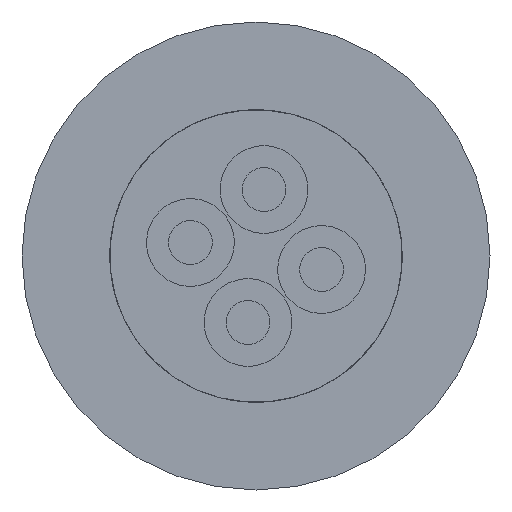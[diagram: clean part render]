
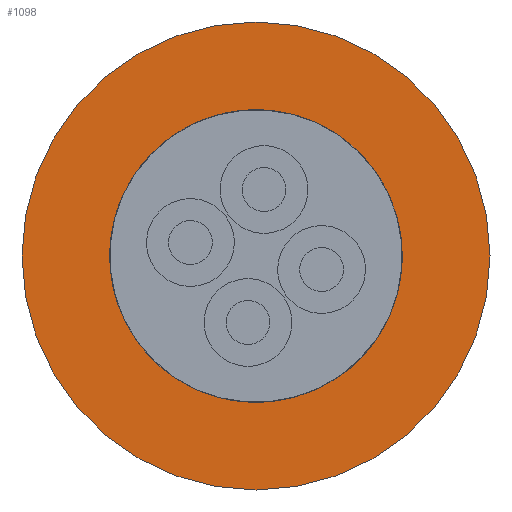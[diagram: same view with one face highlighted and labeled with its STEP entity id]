
A CAD part, front view. The second image highlights one B-rep face of the part: STEP entity #1098.
In plain terms, the highlighted planar face has unit normal (0, -1, 0).
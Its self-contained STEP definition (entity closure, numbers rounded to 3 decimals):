
#66 = ORIENTED_EDGE ( 'NONE', *, *, #256, .F. ) ;
#78 = DIRECTION ( 'NONE',  ( 0., 0., 1. ) ) ;
#207 = PLANE ( 'NONE',  #1668 ) ;
#230 = DIRECTION ( 'NONE',  ( 0., 0., 1. ) ) ;
#240 = EDGE_LOOP ( 'NONE', ( #401, #66 ) ) ;
#256 = EDGE_CURVE ( 'NONE', #264, #397, #1047, .T. ) ;
#264 = VERTEX_POINT ( 'NONE', #1607 ) ;
#273 = CIRCLE ( 'NONE', #1200, 4. ) ;
#327 = FACE_OUTER_BOUND ( 'NONE', #240, .T. ) ;
#397 = VERTEX_POINT ( 'NONE', #1407 ) ;
#401 = ORIENTED_EDGE ( 'NONE', *, *, #1480, .F. ) ;
#434 = DIRECTION ( 'NONE',  ( 0., 1., 0. ) ) ;
#580 = CARTESIAN_POINT ( 'NONE',  ( -3., 0., 0. ) ) ;
#592 = DIRECTION ( 'NONE',  ( 0., 1., 0. ) ) ;
#839 = DIRECTION ( 'NONE',  ( 0., 0., -1. ) ) ;
#966 = DIRECTION ( 'NONE',  ( 0., -1., 0. ) ) ;
#999 = CARTESIAN_POINT ( 'NONE',  ( 0., 0., 0. ) ) ;
#1047 = CIRCLE ( 'NONE', #1131, 4. ) ;
#1098 = ADVANCED_FACE ( 'NONE', ( #327 ), #207, .T. ) ;
#1107 = CARTESIAN_POINT ( 'NONE',  ( 0., 0., 0. ) ) ;
#1131 = AXIS2_PLACEMENT_3D ( 'NONE', #1107, #434, #78 ) ;
#1200 = AXIS2_PLACEMENT_3D ( 'NONE', #999, #592, #230 ) ;
#1407 = CARTESIAN_POINT ( 'NONE',  ( 0., 0., 4. ) ) ;
#1480 = EDGE_CURVE ( 'NONE', #397, #264, #273, .T. ) ;
#1607 = CARTESIAN_POINT ( 'NONE',  ( 0., 0., -4. ) ) ;
#1668 = AXIS2_PLACEMENT_3D ( 'NONE', #580, #966, #839 ) ;
